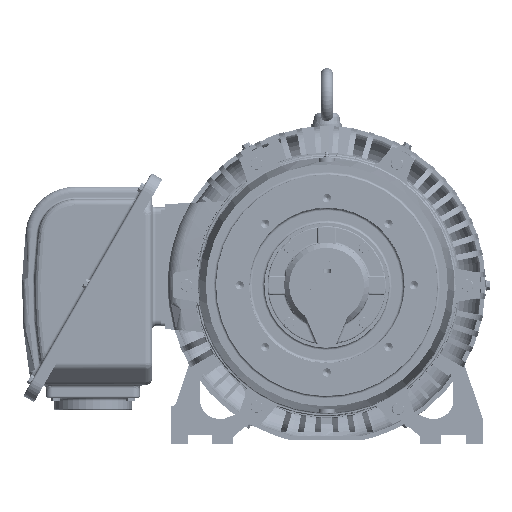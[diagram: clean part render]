
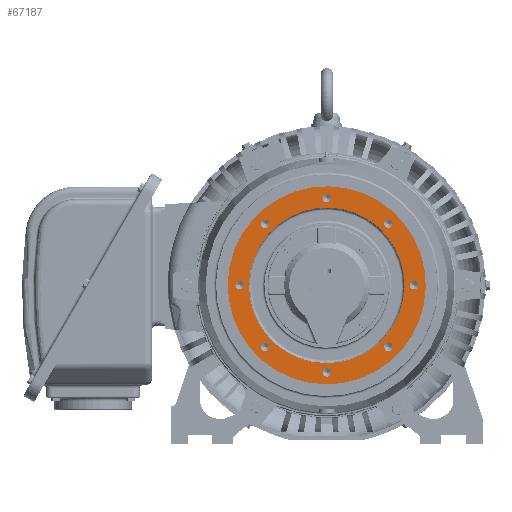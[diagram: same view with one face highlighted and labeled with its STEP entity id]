
A CAD part, left-side view. The second image highlights one B-rep face of the part: STEP entity #67187.
In plain terms, the highlighted planar face has unit normal (-1, 0, 0).
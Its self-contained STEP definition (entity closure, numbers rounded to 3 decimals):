
#66401=CARTESIAN_POINT('Vertex',(-116.125,-59.788,-109.441)) ;
#66404=CARTESIAN_POINT('Axis2P3D Location',(-116.125,0.,0.)) ;
#66408=CARTESIAN_POINT('Vertex',(-116.125,59.788,109.441)) ;
#66428=CARTESIAN_POINT('Axis2P3D Location',(-116.125,0.,0.)) ;
#66789=CARTESIAN_POINT('Axis2P3D Location',(-116.125,-98.783,98.783)) ;
#66793=CARTESIAN_POINT('Vertex',(-116.125,-104.652,95.576)) ;
#66795=CARTESIAN_POINT('Vertex',(-116.125,-92.914,101.989)) ;
#66815=CARTESIAN_POINT('Axis2P3D Location',(-116.125,-98.783,98.783)) ;
#66832=CARTESIAN_POINT('Axis2P3D Location',(-116.125,98.783,-98.783)) ;
#66836=CARTESIAN_POINT('Vertex',(-116.125,92.914,-101.989)) ;
#66838=CARTESIAN_POINT('Vertex',(-116.125,104.652,-95.576)) ;
#66858=CARTESIAN_POINT('Axis2P3D Location',(-116.125,98.783,-98.783)) ;
#66875=CARTESIAN_POINT('Axis2P3D Location',(-116.125,-98.783,-98.783)) ;
#66879=CARTESIAN_POINT('Vertex',(-116.125,-104.652,-101.989)) ;
#66881=CARTESIAN_POINT('Vertex',(-116.125,-92.914,-95.576)) ;
#66901=CARTESIAN_POINT('Axis2P3D Location',(-116.125,-98.783,-98.783)) ;
#66918=CARTESIAN_POINT('Axis2P3D Location',(-116.125,98.783,98.783)) ;
#66922=CARTESIAN_POINT('Vertex',(-116.125,92.914,95.576)) ;
#66924=CARTESIAN_POINT('Vertex',(-116.125,104.652,101.989)) ;
#66944=CARTESIAN_POINT('Axis2P3D Location',(-116.125,98.783,98.783)) ;
#66961=CARTESIAN_POINT('Axis2P3D Location',(-116.125,-139.7,0.)) ;
#66965=CARTESIAN_POINT('Vertex',(-116.125,-145.569,-3.206)) ;
#66967=CARTESIAN_POINT('Vertex',(-116.125,-133.831,3.206)) ;
#66987=CARTESIAN_POINT('Axis2P3D Location',(-116.125,-139.7,0.)) ;
#67004=CARTESIAN_POINT('Axis2P3D Location',(-116.125,139.7,0.)) ;
#67008=CARTESIAN_POINT('Vertex',(-116.125,133.831,-3.206)) ;
#67010=CARTESIAN_POINT('Vertex',(-116.125,145.569,3.206)) ;
#67030=CARTESIAN_POINT('Axis2P3D Location',(-116.125,139.7,0.)) ;
#67047=CARTESIAN_POINT('Axis2P3D Location',(-116.125,0.,-139.7)) ;
#67051=CARTESIAN_POINT('Vertex',(-116.125,-5.869,-142.906)) ;
#67053=CARTESIAN_POINT('Vertex',(-116.125,5.869,-136.494)) ;
#67073=CARTESIAN_POINT('Axis2P3D Location',(-116.125,0.,-139.7)) ;
#67090=CARTESIAN_POINT('Axis2P3D Location',(-116.125,0.,139.7)) ;
#67094=CARTESIAN_POINT('Vertex',(-116.125,5.869,142.906)) ;
#67096=CARTESIAN_POINT('Vertex',(-116.125,-5.869,136.494)) ;
#67116=CARTESIAN_POINT('Axis2P3D Location',(-116.125,0.,139.7)) ;
#67128=CARTESIAN_POINT('Axis2P3D Location',(-116.125,0.,124.707)) ;
#67133=CARTESIAN_POINT('Axis2P3D Location',(-116.125,0.,0.)) ;
#67137=CARTESIAN_POINT('Vertex',(-116.125,-76.109,-139.316)) ;
#67139=CARTESIAN_POINT('Vertex',(-116.125,76.109,139.316)) ;
#67142=CARTESIAN_POINT('Axis2P3D Location',(-116.125,0.,0.)) ;
#66405=DIRECTION('Axis2P3D Direction',(-1.,0.,0.)) ;
#66429=DIRECTION('Axis2P3D Direction',(-1.,0.,0.)) ;
#66790=DIRECTION('Axis2P3D Direction',(1.,0.,0.)) ;
#66816=DIRECTION('Axis2P3D Direction',(1.,0.,0.)) ;
#66833=DIRECTION('Axis2P3D Direction',(1.,0.,0.)) ;
#66859=DIRECTION('Axis2P3D Direction',(1.,0.,0.)) ;
#66876=DIRECTION('Axis2P3D Direction',(1.,0.,0.)) ;
#66902=DIRECTION('Axis2P3D Direction',(1.,0.,0.)) ;
#66919=DIRECTION('Axis2P3D Direction',(1.,0.,0.)) ;
#66945=DIRECTION('Axis2P3D Direction',(1.,0.,0.)) ;
#66962=DIRECTION('Axis2P3D Direction',(1.,0.,0.)) ;
#66988=DIRECTION('Axis2P3D Direction',(1.,0.,0.)) ;
#67005=DIRECTION('Axis2P3D Direction',(1.,0.,0.)) ;
#67031=DIRECTION('Axis2P3D Direction',(1.,0.,0.)) ;
#67048=DIRECTION('Axis2P3D Direction',(1.,0.,0.)) ;
#67074=DIRECTION('Axis2P3D Direction',(1.,0.,0.)) ;
#67091=DIRECTION('Axis2P3D Direction',(1.,0.,0.)) ;
#67117=DIRECTION('Axis2P3D Direction',(1.,0.,0.)) ;
#67129=DIRECTION('Axis2P3D Direction',(-1.,0.,0.)) ;
#67130=DIRECTION('Axis2P3D XDirection',(0.,1.,0.)) ;
#67134=DIRECTION('Axis2P3D Direction',(-1.,0.,0.)) ;
#67143=DIRECTION('Axis2P3D Direction',(-1.,0.,0.)) ;
#66406=AXIS2_PLACEMENT_3D('Circle Axis2P3D',#66404,#66405,$) ;
#66430=AXIS2_PLACEMENT_3D('Circle Axis2P3D',#66428,#66429,$) ;
#66791=AXIS2_PLACEMENT_3D('Circle Axis2P3D',#66789,#66790,$) ;
#66817=AXIS2_PLACEMENT_3D('Circle Axis2P3D',#66815,#66816,$) ;
#66834=AXIS2_PLACEMENT_3D('Circle Axis2P3D',#66832,#66833,$) ;
#66860=AXIS2_PLACEMENT_3D('Circle Axis2P3D',#66858,#66859,$) ;
#66877=AXIS2_PLACEMENT_3D('Circle Axis2P3D',#66875,#66876,$) ;
#66903=AXIS2_PLACEMENT_3D('Circle Axis2P3D',#66901,#66902,$) ;
#66920=AXIS2_PLACEMENT_3D('Circle Axis2P3D',#66918,#66919,$) ;
#66946=AXIS2_PLACEMENT_3D('Circle Axis2P3D',#66944,#66945,$) ;
#66963=AXIS2_PLACEMENT_3D('Circle Axis2P3D',#66961,#66962,$) ;
#66989=AXIS2_PLACEMENT_3D('Circle Axis2P3D',#66987,#66988,$) ;
#67006=AXIS2_PLACEMENT_3D('Circle Axis2P3D',#67004,#67005,$) ;
#67032=AXIS2_PLACEMENT_3D('Circle Axis2P3D',#67030,#67031,$) ;
#67049=AXIS2_PLACEMENT_3D('Circle Axis2P3D',#67047,#67048,$) ;
#67075=AXIS2_PLACEMENT_3D('Circle Axis2P3D',#67073,#67074,$) ;
#67092=AXIS2_PLACEMENT_3D('Circle Axis2P3D',#67090,#67091,$) ;
#67118=AXIS2_PLACEMENT_3D('Circle Axis2P3D',#67116,#67117,$) ;
#67131=AXIS2_PLACEMENT_3D('Plane Axis2P3D',#67128,#67129,#67130) ;
#67135=AXIS2_PLACEMENT_3D('Circle Axis2P3D',#67133,#67134,$) ;
#67144=AXIS2_PLACEMENT_3D('Circle Axis2P3D',#67142,#67143,$) ;
#67148=ORIENTED_EDGE('',*,*,#67141,.T.) ;
#67149=ORIENTED_EDGE('',*,*,#67146,.T.) ;
#67152=ORIENTED_EDGE('',*,*,#67120,.F.) ;
#67153=ORIENTED_EDGE('',*,*,#67098,.F.) ;
#67156=ORIENTED_EDGE('',*,*,#66432,.F.) ;
#67157=ORIENTED_EDGE('',*,*,#66410,.F.) ;
#67160=ORIENTED_EDGE('',*,*,#67077,.F.) ;
#67161=ORIENTED_EDGE('',*,*,#67055,.F.) ;
#67164=ORIENTED_EDGE('',*,*,#67034,.F.) ;
#67165=ORIENTED_EDGE('',*,*,#67012,.F.) ;
#67168=ORIENTED_EDGE('',*,*,#66991,.F.) ;
#67169=ORIENTED_EDGE('',*,*,#66969,.F.) ;
#67172=ORIENTED_EDGE('',*,*,#66948,.F.) ;
#67173=ORIENTED_EDGE('',*,*,#66926,.F.) ;
#67176=ORIENTED_EDGE('',*,*,#66905,.F.) ;
#67177=ORIENTED_EDGE('',*,*,#66883,.F.) ;
#67180=ORIENTED_EDGE('',*,*,#66862,.F.) ;
#67181=ORIENTED_EDGE('',*,*,#66840,.F.) ;
#67184=ORIENTED_EDGE('',*,*,#66819,.F.) ;
#67185=ORIENTED_EDGE('',*,*,#66797,.F.) ;
#67154=FACE_BOUND('',#67151,.T.) ;
#67158=FACE_BOUND('',#67155,.T.) ;
#67162=FACE_BOUND('',#67159,.T.) ;
#67166=FACE_BOUND('',#67163,.T.) ;
#67170=FACE_BOUND('',#67167,.T.) ;
#67174=FACE_BOUND('',#67171,.T.) ;
#67178=FACE_BOUND('',#67175,.T.) ;
#67182=FACE_BOUND('',#67179,.T.) ;
#67186=FACE_BOUND('',#67183,.T.) ;
#67187=ADVANCED_FACE('31103B950.1\\BODY',(#67150,#67154,#67158,#67162,#67166,#67170,#67174,#67178,#67182,#67186),#67132,.T.) ;
#66407=CIRCLE('generated circle',#66406,124.707) ;
#66431=CIRCLE('generated circle',#66430,124.707) ;
#66792=CIRCLE('generated circle',#66791,6.688) ;
#66818=CIRCLE('generated circle',#66817,6.688) ;
#66835=CIRCLE('generated circle',#66834,6.688) ;
#66861=CIRCLE('generated circle',#66860,6.688) ;
#66878=CIRCLE('generated circle',#66877,6.688) ;
#66904=CIRCLE('generated circle',#66903,6.688) ;
#66921=CIRCLE('generated circle',#66920,6.688) ;
#66947=CIRCLE('generated circle',#66946,6.688) ;
#66964=CIRCLE('generated circle',#66963,6.688) ;
#66990=CIRCLE('generated circle',#66989,6.688) ;
#67007=CIRCLE('generated circle',#67006,6.688) ;
#67033=CIRCLE('generated circle',#67032,6.688) ;
#67050=CIRCLE('generated circle',#67049,6.688) ;
#67076=CIRCLE('generated circle',#67075,6.688) ;
#67093=CIRCLE('generated circle',#67092,6.688) ;
#67119=CIRCLE('generated circle',#67118,6.688) ;
#67136=CIRCLE('generated circle',#67135,158.75) ;
#67145=CIRCLE('generated circle',#67144,158.75) ;
#66410=EDGE_CURVE('',#66402,#66409,#66407,.T.) ;
#66432=EDGE_CURVE('',#66409,#66402,#66431,.T.) ;
#66797=EDGE_CURVE('',#66794,#66796,#66792,.F.) ;
#66819=EDGE_CURVE('',#66796,#66794,#66818,.F.) ;
#66840=EDGE_CURVE('',#66837,#66839,#66835,.F.) ;
#66862=EDGE_CURVE('',#66839,#66837,#66861,.F.) ;
#66883=EDGE_CURVE('',#66880,#66882,#66878,.F.) ;
#66905=EDGE_CURVE('',#66882,#66880,#66904,.F.) ;
#66926=EDGE_CURVE('',#66923,#66925,#66921,.F.) ;
#66948=EDGE_CURVE('',#66925,#66923,#66947,.F.) ;
#66969=EDGE_CURVE('',#66966,#66968,#66964,.F.) ;
#66991=EDGE_CURVE('',#66968,#66966,#66990,.F.) ;
#67012=EDGE_CURVE('',#67009,#67011,#67007,.F.) ;
#67034=EDGE_CURVE('',#67011,#67009,#67033,.F.) ;
#67055=EDGE_CURVE('',#67052,#67054,#67050,.F.) ;
#67077=EDGE_CURVE('',#67054,#67052,#67076,.F.) ;
#67098=EDGE_CURVE('',#67095,#67097,#67093,.F.) ;
#67120=EDGE_CURVE('',#67097,#67095,#67119,.F.) ;
#67141=EDGE_CURVE('',#67138,#67140,#67136,.T.) ;
#67146=EDGE_CURVE('',#67140,#67138,#67145,.T.) ;
#67147=EDGE_LOOP('',(#67148,#67149)) ;
#67151=EDGE_LOOP('',(#67152,#67153)) ;
#67155=EDGE_LOOP('',(#67156,#67157)) ;
#67159=EDGE_LOOP('',(#67160,#67161)) ;
#67163=EDGE_LOOP('',(#67164,#67165)) ;
#67167=EDGE_LOOP('',(#67168,#67169)) ;
#67171=EDGE_LOOP('',(#67172,#67173)) ;
#67175=EDGE_LOOP('',(#67176,#67177)) ;
#67179=EDGE_LOOP('',(#67180,#67181)) ;
#67183=EDGE_LOOP('',(#67184,#67185)) ;
#67150=FACE_OUTER_BOUND('',#67147,.T.) ;
#67132=PLANE('Plane',#67131) ;
#66402=VERTEX_POINT('',#66401) ;
#66409=VERTEX_POINT('',#66408) ;
#66794=VERTEX_POINT('',#66793) ;
#66796=VERTEX_POINT('',#66795) ;
#66837=VERTEX_POINT('',#66836) ;
#66839=VERTEX_POINT('',#66838) ;
#66880=VERTEX_POINT('',#66879) ;
#66882=VERTEX_POINT('',#66881) ;
#66923=VERTEX_POINT('',#66922) ;
#66925=VERTEX_POINT('',#66924) ;
#66966=VERTEX_POINT('',#66965) ;
#66968=VERTEX_POINT('',#66967) ;
#67009=VERTEX_POINT('',#67008) ;
#67011=VERTEX_POINT('',#67010) ;
#67052=VERTEX_POINT('',#67051) ;
#67054=VERTEX_POINT('',#67053) ;
#67095=VERTEX_POINT('',#67094) ;
#67097=VERTEX_POINT('',#67096) ;
#67138=VERTEX_POINT('',#67137) ;
#67140=VERTEX_POINT('',#67139) ;
